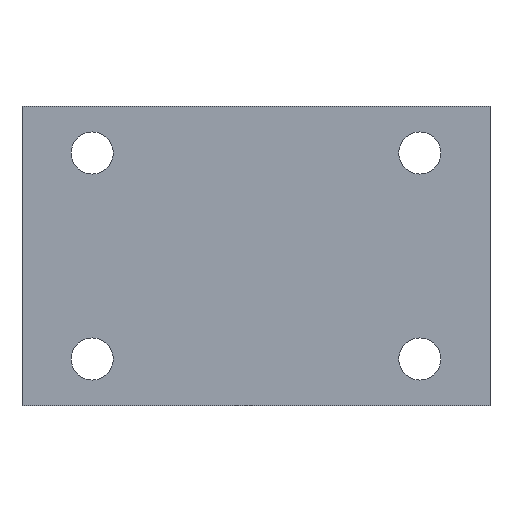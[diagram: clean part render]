
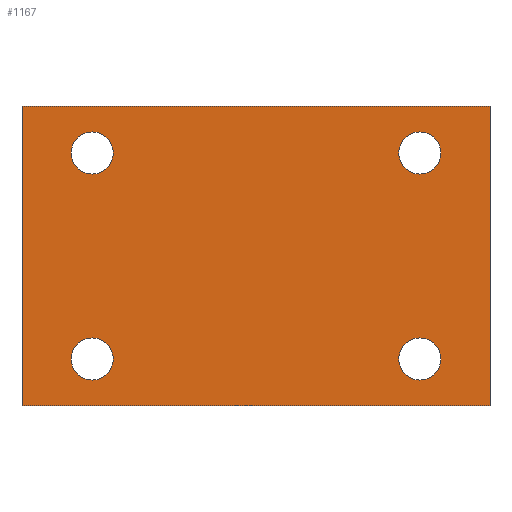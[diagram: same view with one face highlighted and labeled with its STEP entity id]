
A CAD part, front view. The second image highlights one B-rep face of the part: STEP entity #1167.
In plain terms, the highlighted planar face has unit normal (0, -1, 0).
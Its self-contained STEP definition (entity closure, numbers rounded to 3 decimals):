
#34=PLANE('',#1297);
#117=LINE('',#1927,#213);
#119=LINE('',#1933,#215);
#121=LINE('',#1937,#217);
#123=LINE('',#1943,#219);
#213=VECTOR('',#1537,1000.);
#215=VECTOR('',#1543,1000.);
#217=VECTOR('',#1547,1000.);
#219=VECTOR('',#1553,1000.);
#382=ORIENTED_EDGE('',*,*,#664,.T.);
#383=ORIENTED_EDGE('',*,*,#668,.T.);
#384=ORIENTED_EDGE('',*,*,#662,.T.);
#385=ORIENTED_EDGE('',*,*,#666,.T.);
#386=ORIENTED_EDGE('',*,*,#671,.F.);
#387=ORIENTED_EDGE('',*,*,#679,.F.);
#388=ORIENTED_EDGE('',*,*,#676,.F.);
#389=ORIENTED_EDGE('',*,*,#674,.F.);
#662=EDGE_CURVE('',#809,#809,#886,.T.);
#664=EDGE_CURVE('',#811,#811,#888,.T.);
#666=EDGE_CURVE('',#813,#813,#890,.T.);
#668=EDGE_CURVE('',#815,#815,#892,.T.);
#671=EDGE_CURVE('',#817,#818,#117,.T.);
#674=EDGE_CURVE('',#818,#820,#119,.T.);
#676=EDGE_CURVE('',#820,#821,#121,.T.);
#679=EDGE_CURVE('',#821,#817,#123,.T.);
#809=VERTEX_POINT('',#1906);
#811=VERTEX_POINT('',#1911);
#813=VERTEX_POINT('',#1916);
#815=VERTEX_POINT('',#1921);
#817=VERTEX_POINT('',#1926);
#818=VERTEX_POINT('',#1928);
#820=VERTEX_POINT('',#1934);
#821=VERTEX_POINT('',#1938);
#886=CIRCLE('',#1280,2.25);
#888=CIRCLE('',#1283,2.25);
#890=CIRCLE('',#1286,2.25);
#892=CIRCLE('',#1289,2.25);
#945=EDGE_LOOP('',(#382));
#946=EDGE_LOOP('',(#383));
#947=EDGE_LOOP('',(#384));
#948=EDGE_LOOP('',(#385));
#949=EDGE_LOOP('',(#386,#387,#388,#389));
#1051=FACE_BOUND('',#945,.T.);
#1052=FACE_BOUND('',#946,.T.);
#1053=FACE_BOUND('',#947,.T.);
#1054=FACE_BOUND('',#948,.T.);
#1055=FACE_BOUND('',#949,.T.);
#1167=ADVANCED_FACE('',(#1051,#1052,#1053,#1054,#1055),#34,.F.);
#1280=AXIS2_PLACEMENT_3D('',#1905,#1512,#1513);
#1283=AXIS2_PLACEMENT_3D('',#1910,#1518,#1519);
#1286=AXIS2_PLACEMENT_3D('',#1915,#1524,#1525);
#1289=AXIS2_PLACEMENT_3D('',#1920,#1530,#1531);
#1297=AXIS2_PLACEMENT_3D('',#1944,#1554,#1555);
#1512=DIRECTION('',(0.,1.,0.));
#1513=DIRECTION('',(1.,0.,0.));
#1518=DIRECTION('',(0.,1.,0.));
#1519=DIRECTION('',(1.,0.,0.));
#1524=DIRECTION('',(0.,1.,0.));
#1525=DIRECTION('',(1.,0.,0.));
#1530=DIRECTION('',(0.,1.,0.));
#1531=DIRECTION('',(1.,0.,0.));
#1537=DIRECTION('',(-1.,0.,0.));
#1543=DIRECTION('',(0.,0.,1.));
#1547=DIRECTION('',(1.,0.,0.));
#1553=DIRECTION('',(0.,0.,-1.));
#1554=DIRECTION('',(0.,1.,0.));
#1555=DIRECTION('',(0.,0.,1.));
#1905=CARTESIAN_POINT('',(17.5,-25.,11.));
#1906=CARTESIAN_POINT('',(19.75,-25.,11.));
#1910=CARTESIAN_POINT('',(-17.5,-25.,11.));
#1911=CARTESIAN_POINT('',(-15.25,-25.,11.));
#1915=CARTESIAN_POINT('',(17.5,-25.,-11.));
#1916=CARTESIAN_POINT('',(19.75,-25.,-11.));
#1920=CARTESIAN_POINT('',(-17.5,-25.,-11.));
#1921=CARTESIAN_POINT('',(-15.25,-25.,-11.));
#1926=CARTESIAN_POINT('',(25.,-25.,-16.));
#1927=CARTESIAN_POINT('',(25.,-25.,-16.));
#1928=CARTESIAN_POINT('',(-25.,-25.,-16.));
#1933=CARTESIAN_POINT('',(-25.,-25.,-16.));
#1934=CARTESIAN_POINT('',(-25.,-25.,16.));
#1937=CARTESIAN_POINT('',(-25.,-25.,16.));
#1938=CARTESIAN_POINT('',(25.,-25.,16.));
#1943=CARTESIAN_POINT('',(25.,-25.,16.));
#1944=CARTESIAN_POINT('',(0.,-25.,0.));
